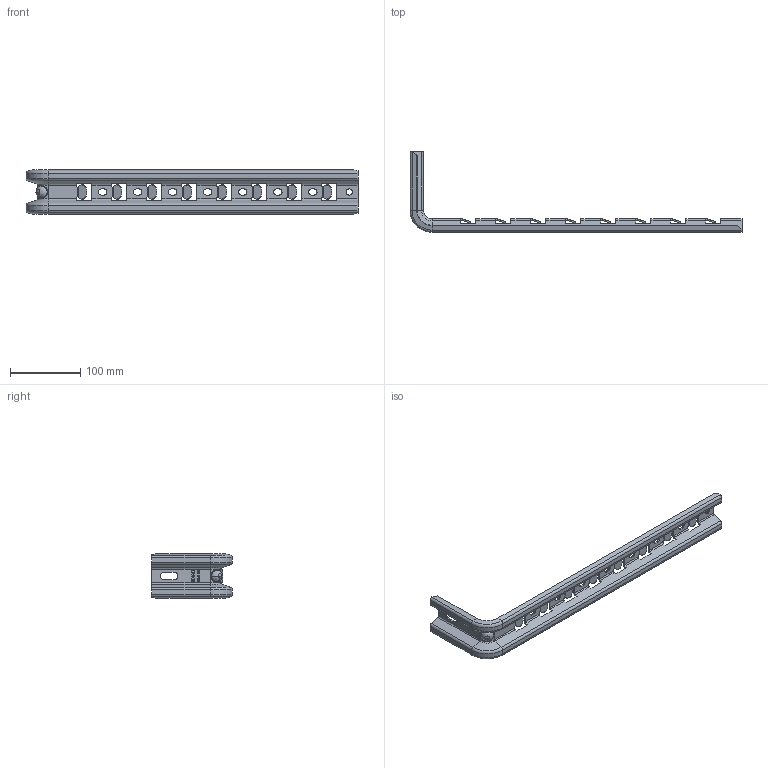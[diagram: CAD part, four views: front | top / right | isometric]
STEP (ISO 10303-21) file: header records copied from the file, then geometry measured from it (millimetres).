
FILE_DESCRIPTION((''),'2;1');
FILE_NAME('900640_PRT','2018-11-16T12:23:37',('tomasz.grudniewski'),(''),'CREO PARAMETRIC BY PTC INC, 2018260','CREO PARAMETRIC BY PTC INC, 2018260','');
FILE_SCHEMA(('CONFIG_CONTROL_DESIGN'));
Length unit declared in the file: millimetre
Products named in the file (1): 900640_PRT
Bounding box: 474 x 115 x 63.43 mm (x, y, z)
Volume: 97873.1 mm3; surface area: 103559.5 mm2
Topology: 1 solids, 1 shells, 864 faces, 2223 edges, 1358 vertices
Faces by surface type: plane 580, cylinder 234, bspline 24, torus 12, cone 10, sphere 4
Entity records: 32443 total; most frequent: CARTESIAN_POINT 11345, ORIENTED_EDGE 4438, DIRECTION 4289, EDGE_CURVE 2219, VECTOR 1733, LINE 1733, VERTEX_POINT 1358, AXIS2_PLACEMENT_3D 1278
